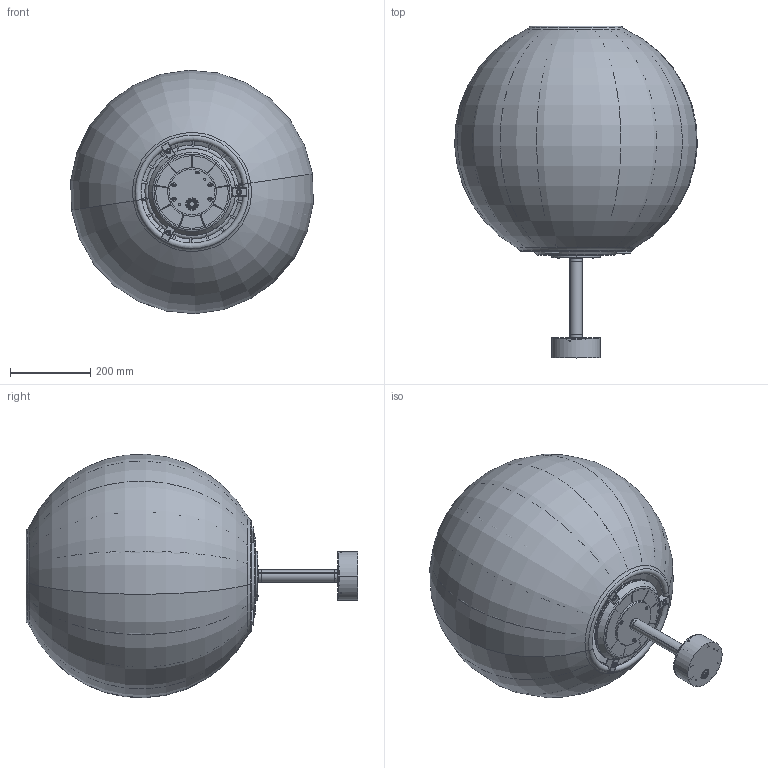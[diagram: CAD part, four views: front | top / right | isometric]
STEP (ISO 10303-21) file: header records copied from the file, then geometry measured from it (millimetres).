
FILE_DESCRIPTION (( 'STEP AP203' ), '1' );
FILE_NAME ('NANS SPHERE PF-60 309041yyxxx.STEP', '2021-07-15T14:50:09', ( '' ), ( '' ), 'SwSTEP 2.0', 'SolidWorks 2019', '' );
FILE_SCHEMA (( 'CONFIG_CONTROL_DESIGN' ));
Length unit declared in the file: millimetre
Products named in the file (31): 000-D967-36; NANS SPHERE PF-60 309041yyxxx; 000-PAPEL REFLECTOR; 000-309-068; 000-261-050; 000-D7984-312 A2_D7984-36 A2;  TORICA 23X2^000-MON PANEL PEQUEÑO IP TUBOS RIGIDOS; TAPON TORNILLO M4^000-MON PANEL PEQUEÑO IP TUBOS RIGIDOS; 000-D965-312-A2; 000-309-060; 000-309-066; 000-D913-46A2; 000-D7991-412 A2_D7991-410A2; 000-261-043; 000-309-059; 000-MON PANEL PEQUEÑO IP TUBOS RIGIDOS; TORICA 34X2^000-MON PANEL PEQUEÑO IP TUBOS RIGIDOS; 000-914-027; 000-FASTPOINT 9232EA01; 000-DISCO ALUMINIIO; 000-VIDRIO OPTICO; 000-338-150; 000-PANEL PEQUEÑO PARA TUBO RIGIDO; 000-FLORON TUBO RIGIDO NANS ESFERAS; 000-D7991-310 A2; 000-309-112; 000-D6798J-3.2A2; 000-914-186; 000-309-051; TORICA 23X2^000-MON PANEL PEQUEÑO IP TUBOS RIGIDOS; 000-D6798J-5.3A2
Assembly tree (54 placements, depth 4):
  NANS SPHERE PF-60 309041yyxxx
    000-MON PANEL PEQUEÑO IP TUBOS RIGIDOS
      000-FLORON TUBO RIGIDO NANS ESFERAS
        000-338-150
        000-309-068
        000-D913-46A2  x3
        000-914-186
      000-D7984-312 A2_D7984-36 A2  x3
      000-D6798J-3.2A2  x3
      000-D965-312-A2  x3
      000-309-112
      000-D7991-412 A2_D7991-410A2  x3
      000-309-066
      TAPON TORNILLO M4^000-MON PANEL PEQUEÑO IP TUBOS RIGIDOS  x3
       TORICA 23X2^000-MON PANEL PEQUEÑO IP TUBOS RIGIDOS
      TORICA 23X2^000-MON PANEL PEQUEÑO IP TUBOS RIGIDOS
      TORICA 34X2^000-MON PANEL PEQUEÑO IP TUBOS RIGIDOS
      000-PANEL PEQUEÑO PARA TUBO RIGIDO
        000-261-050
        000-261-043
        000-DISCO ALUMINIIO
        000-PAPEL REFLECTOR
        000-VIDRIO OPTICO
        000-D7991-310 A2  x6
        000-914-027
        000-D967-36  x2
        000-D6798J-3.2A2  x2
      000-309-060  x3
      000-309-059
      000-FASTPOINT 9232EA01  x3
      000-D6798J-5.3A2
    000-309-051
Bounding box: 604.59 x 827.14 x 606.89 mm (x, y, z)
Volume: 588360.1 mm3; surface area: 2919192.9 mm2
Topology: 55 solids, 76 shells, 2261 faces, 5280 edges, 3122 vertices
Faces by surface type: plane 813, cylinder 575, bspline 371, cone 265, torus 187, sphere 50
Entity records: 59172 total; most frequent: CARTESIAN_POINT 19215, ORIENTED_EDGE 7488, DIRECTION 7448, EDGE_CURVE 3744, AXIS2_PLACEMENT_3D 2898, VERTEX_POINT 2280, EDGE_LOOP 1844, LINE 1652
